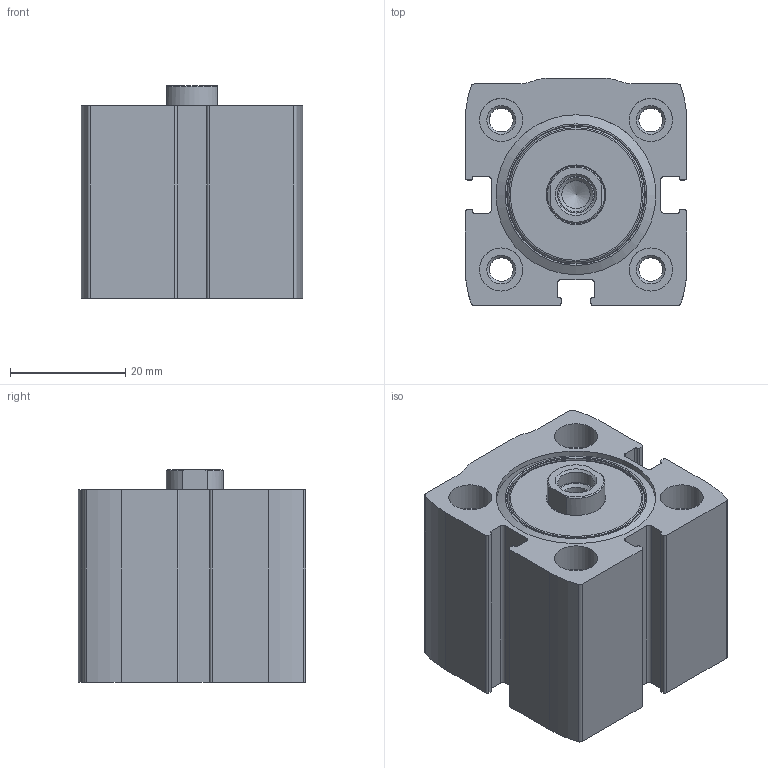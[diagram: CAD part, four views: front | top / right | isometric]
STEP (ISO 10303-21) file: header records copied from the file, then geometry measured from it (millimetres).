
FILE_DESCRIPTION(/* description */ ('STEP AP214'),/* implementation_level */ '2;1');
FILE_NAME(/* name */ '8076505_AEN-S-25-10-I-P-A',/* time_stamp */ '2024-07-29T07:12:48+02:00',/* author */ ('License CC BY-ND 4.0'),/* organization */ ('CADENAS'),/* preprocessor_version */ 'ST-DEVELOPER v19.3',/* originating_system */ 'PARTsolutions',/* authorisation */ ' ');
FILE_SCHEMA (('AUTOMOTIVE_DESIGN {1 0 10303 214 3 1 1}'));
Length unit declared in the file: millimetre
Products named in the file (3): 8076505 AEN-S-25-10-I-P-A---(0_high); 8084845 AEN-S-25-10-I-P-A---(highH); 8084845 AEN-S-25-10-I-P-A---(highP)
Assembly tree (2 placements, depth 2):
  8076505 AEN-S-25-10-I-P-A---(0_high)
    8084845 AEN-S-25-10-I-P-A---(highH)
    8084845 AEN-S-25-10-I-P-A---(highP)
Bounding box: 38.5 x 39.5 x 37 mm (x, y, z)
Volume: 39560.1 mm3; surface area: 16413.8 mm2
Topology: 2 solids, 2 shells, 131 faces, 319 edges, 207 vertices
Faces by surface type: cylinder 57, plane 53, cone 18, torus 3
Full cylindrical faces by diameter (mm): 3 x1, 4.134 x5, 4.917 x1, 6.4 x1, 7.5 x8, 10 x2, 25 x2, 27.8 x1
Entity records: 3737 total; most frequent: DIRECTION 676, CARTESIAN_POINT 625, ORIENTED_EDGE 550, EDGE_CURVE 275, AXIS2_PLACEMENT_3D 271, VERTEX_POINT 204, FACE_BOUND 195, EDGE_LOOP 194
